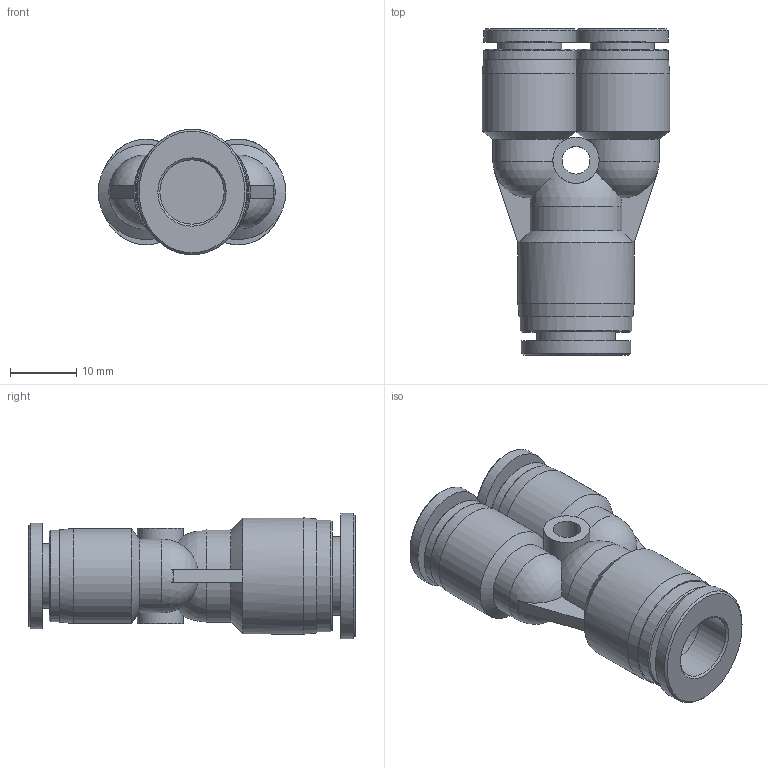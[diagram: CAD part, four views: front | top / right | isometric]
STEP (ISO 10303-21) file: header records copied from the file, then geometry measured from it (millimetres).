
FILE_DESCRIPTION((''),'2;1');
FILE_NAME('PW 3_8-5_16.stp','2016-10-17T15:50:05',('Administrator'),(''),'Autodesk Inventor 2013','Autodesk Inventor 2013','');
FILE_SCHEMA(('CONFIG_CONTROL_DESIGN'));
Length unit declared in the file: millimetre
Products named in the file (4): PW 3_8-5_16; NW N3_8-N5_16 BODY; SLEEVE N3_8L; SLEEVE N5_16L
Assembly tree (4 placements, depth 2):
  PW 3_8-5_16
    NW N3_8-N5_16 BODY
    SLEEVE N3_8L
    SLEEVE N5_16L  x2
Bounding box: 28.4 x 49.4 x 19 mm (x, y, z)
Volume: 8637.2 mm3; surface area: 7173.8 mm2
Topology: 4 solids, 4 shells, 77 faces, 161 edges, 99 vertices
Faces by surface type: plane 33, cylinder 21, cone 13, bspline 6, sphere 4
Full cylindrical faces by diameter (mm): 4.2 x1, 7 x1, 8.2 x4, 9.7 x2, 9.75 x2, 11.9 x1, 13.9 x2, 16.9 x1, 17.6 x1
Entity records: 2111 total; most frequent: CARTESIAN_POINT 663, DIRECTION 300, ORIENTED_EDGE 234, AXIS2_PLACEMENT_3D 136, EDGE_CURVE 117, EDGE_LOOP 101, VERTEX_POINT 84, FACE_OUTER_BOUND 66
